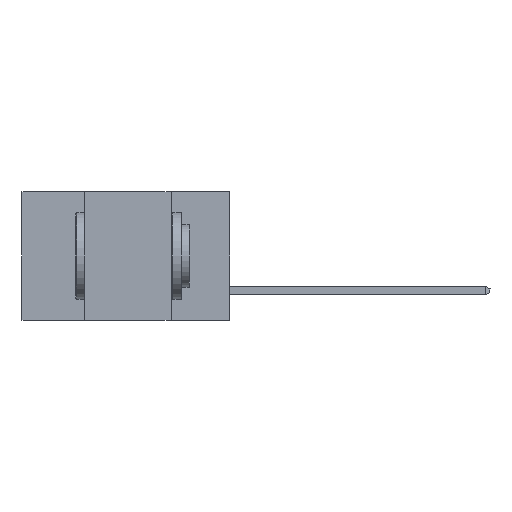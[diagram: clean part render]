
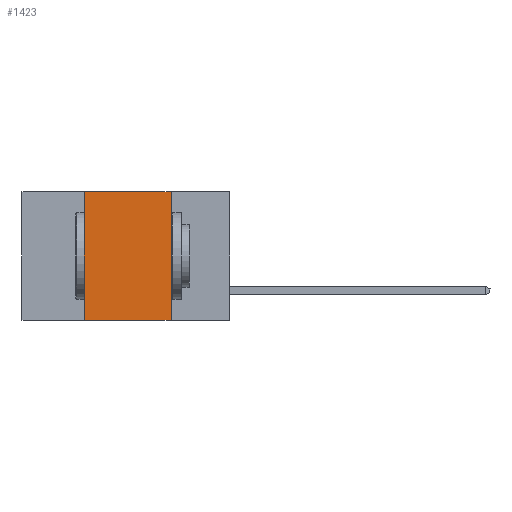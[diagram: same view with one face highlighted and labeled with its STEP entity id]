
A CAD part, left-side view. The second image highlights one B-rep face of the part: STEP entity #1423.
In plain terms, the highlighted planar face has unit normal (-1, 0, 0).
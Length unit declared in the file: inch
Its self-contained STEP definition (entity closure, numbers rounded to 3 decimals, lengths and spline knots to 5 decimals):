
#427 = DIRECTION ( 'NONE',  ( 0., 0., -1. ) ) ;
#438 = DIRECTION ( 'NONE',  ( 1., 0., 0. ) ) ;
#663 = PLANE ( 'NONE',  #2547 ) ;
#1423 = ADVANCED_FACE ( 'NONE', ( #2414 ), #663, .F. ) ;
#1427 = CARTESIAN_POINT ( 'NONE',  ( 0., 0.17, -0.37 ) ) ;
#1686 = VECTOR ( 'NONE', #5389, 39.37008 ) ;
#2414 = FACE_OUTER_BOUND ( 'NONE', #4711, .T. ) ;
#2547 = AXIS2_PLACEMENT_3D ( 'NONE', #8150, #438, #427 ) ;
#2841 = VERTEX_POINT ( 'NONE', #9688 ) ;
#2917 = VECTOR ( 'NONE', #9768, 39.37008 ) ;
#2955 = EDGE_CURVE ( 'NONE', #8315, #6555, #9800, .T. ) ;
#3910 = VECTOR ( 'NONE', #4472, 39.37008 ) ;
#3950 = CARTESIAN_POINT ( 'NONE',  ( 0., 0.42, 0. ) ) ;
#3994 = VECTOR ( 'NONE', #9392, 39.37008 ) ;
#4396 = EDGE_CURVE ( 'NONE', #6555, #7462, #9669, .T. ) ;
#4472 = DIRECTION ( 'NONE',  ( 0., -1., 0. ) ) ;
#4516 = EDGE_CURVE ( 'NONE', #2841, #8315, #6475, .T. ) ;
#4708 = EDGE_CURVE ( 'NONE', #2841, #7462, #7162, .T. ) ;
#4711 = EDGE_LOOP ( 'NONE', ( #6824, #6974, #7090, #7188 ) ) ;
#5389 = DIRECTION ( 'NONE',  ( 0., 0., 1. ) ) ;
#5504 = CARTESIAN_POINT ( 'NONE',  ( 0., 0.42, 0. ) ) ;
#6418 = CARTESIAN_POINT ( 'NONE',  ( 0., 0.6, 0. ) ) ;
#6475 = LINE ( 'NONE', #5504, #1686 ) ;
#6555 = VERTEX_POINT ( 'NONE', #9748 ) ;
#6824 = ORIENTED_EDGE ( 'NONE', *, *, #4396, .F. ) ;
#6974 = ORIENTED_EDGE ( 'NONE', *, *, #2955, .F. ) ;
#7090 = ORIENTED_EDGE ( 'NONE', *, *, #4516, .F. ) ;
#7162 = LINE ( 'NONE', #9618, #2917 ) ;
#7188 = ORIENTED_EDGE ( 'NONE', *, *, #4708, .T. ) ;
#7462 = VERTEX_POINT ( 'NONE', #1427 ) ;
#8150 = CARTESIAN_POINT ( 'NONE',  ( 0., 0.6, 0. ) ) ;
#8315 = VERTEX_POINT ( 'NONE', #3950 ) ;
#8674 = CARTESIAN_POINT ( 'NONE',  ( 0., 0.17, 0. ) ) ;
#9392 = DIRECTION ( 'NONE',  ( 0., 0., -1. ) ) ;
#9618 = CARTESIAN_POINT ( 'NONE',  ( 0., 0.6, -0.37 ) ) ;
#9669 = LINE ( 'NONE', #8674, #3994 ) ;
#9688 = CARTESIAN_POINT ( 'NONE',  ( 0., 0.42, -0.37 ) ) ;
#9748 = CARTESIAN_POINT ( 'NONE',  ( 0., 0.17, 0. ) ) ;
#9768 = DIRECTION ( 'NONE',  ( 0., -1., 0. ) ) ;
#9800 = LINE ( 'NONE', #6418, #3910 ) ;
